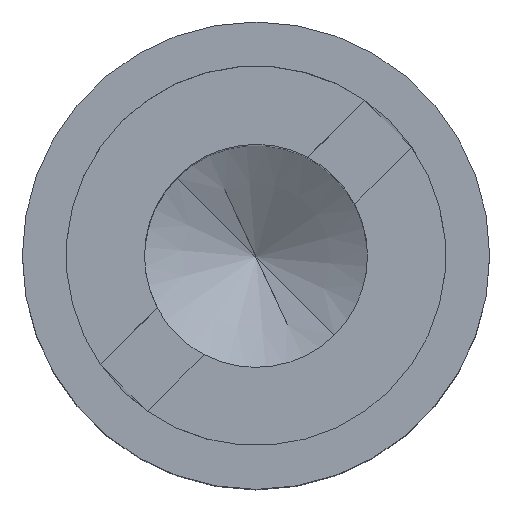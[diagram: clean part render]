
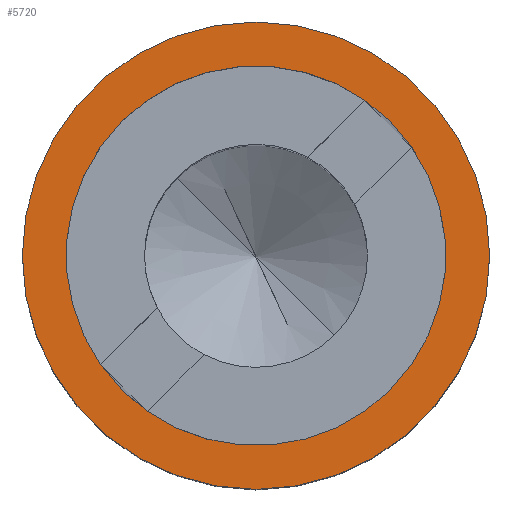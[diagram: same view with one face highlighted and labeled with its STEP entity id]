
A CAD part, top view. The second image highlights one B-rep face of the part: STEP entity #5720.
In plain terms, the highlighted face is planar.
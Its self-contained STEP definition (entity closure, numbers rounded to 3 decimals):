
#2980=CARTESIAN_POINT('',(-47.067,130.092,0.));
#2990=VERTEX_POINT('',#2980);
#3040=CARTESIAN_POINT('',(-44.605,130.092,0.));
#3050=DIRECTION('',(0.,1.,0.));
#3060=DIRECTION('',(1.,0.,0.));
#3070=AXIS2_PLACEMENT_3D('',#3040,#3050,#3060);
#3080=CIRCLE('',#3070,2.463);
#3090=CARTESIAN_POINT('',(-42.142,130.092,
0.));
#3100=VERTEX_POINT('',#3090);
#3110=EDGE_CURVE('',#2990,#3100,#3080,.T.);
#4730=CARTESIAN_POINT('',(-43.19,130.092,
1.414));
#4740=VERTEX_POINT('',#4730);
#4770=CARTESIAN_POINT('',(-44.605,130.092,
0.));
#4780=DIRECTION('',(0.,1.,0.));
#4790=DIRECTION('',(0.707,0.,0.707));
#4800=AXIS2_PLACEMENT_3D('',#4770,#4780,#4790);
#4810=CIRCLE('',#4800,2.);
#4820=CARTESIAN_POINT('',(-46.019,130.092,
-1.414));
#4830=VERTEX_POINT('',#4820);
#4840=EDGE_CURVE('',#4830,#4740,#4810,.T.);
#5570=CARTESIAN_POINT('',(-42.367,130.092,0.));
#5580=DIRECTION('',(-0.,1.,0.));
#5590=DIRECTION('',(1.,0.,0.));
#5600=AXIS2_PLACEMENT_3D('',#5570,#5580,#5590);
#5610=PLANE('',#5600);
#5620=EDGE_CURVE('',#4740,#4830,#4810,.T.);
#5630=ORIENTED_EDGE('',*,*,#5620,.F.);
#5640=ORIENTED_EDGE('',*,*,#4840,.F.);
#5650=EDGE_LOOP('',(#5640,#5630));
#5660=FACE_BOUND('',#5650,.T.);
#5670=EDGE_CURVE('',#3100,#2990,#3080,.T.);
#5680=ORIENTED_EDGE('',*,*,#5670,.T.);
#5690=ORIENTED_EDGE('',*,*,#3110,.T.);
#5700=EDGE_LOOP('',(#5690,#5680));
#5710=FACE_OUTER_BOUND('',#5700,.T.);
#5720=ADVANCED_FACE('',(#5660,#5710),#5610,.T.);
